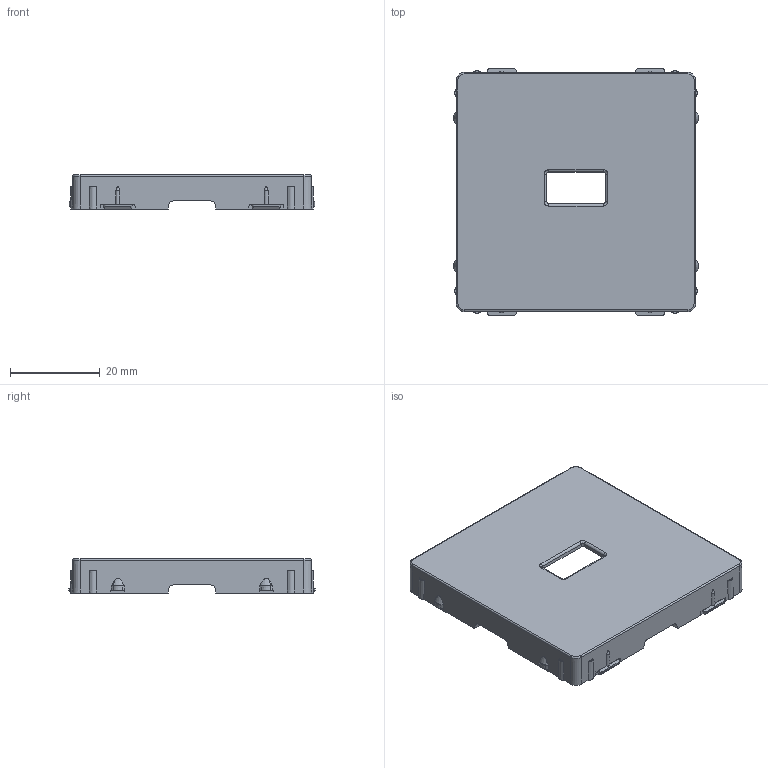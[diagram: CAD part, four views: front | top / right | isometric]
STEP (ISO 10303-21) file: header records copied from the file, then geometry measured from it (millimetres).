
FILE_DESCRIPTION(('CATIA V5 STEP Exchange','CAx-IF Rec.Pracs.--- Model Styling and Organization---1.4--- 2014-01-23'),'2;1');
FILE_NAME('754750_AllCATPart.stp','2020-02-18T10:57:22+00:00',('none'),('none'),'CATIA Version 5-6 Release 2017 SP3','CATIA V5 STEP AP214','none');
FILE_SCHEMA(('AUTOMOTIVE_DESIGN { 1 0 10303 214 1 1 1 1 }'));
Products named in the file (1): 754750_AllCATPart
Bounding box: 54.6 x 54.8 x 7.6 mm (x, y, z)
Volume: 5318.6 mm3; surface area: 8694.3 mm2
Topology: 1 solids, 1 shells, 6745 faces, 19957 edges, 13294 vertices
Faces by surface type: plane 6619, cone 56, cylinder 54, torus 8, bspline 8
Entity records: 228396 total; most frequent: CARTESIAN_POINT 43015, ORIENTED_EDGE 39882, DIRECTION 32549, EDGE_CURVE 19941, VECTOR 19526, LINE 19526, VERTEX_POINT 13294, EDGE_LOOP 6843
